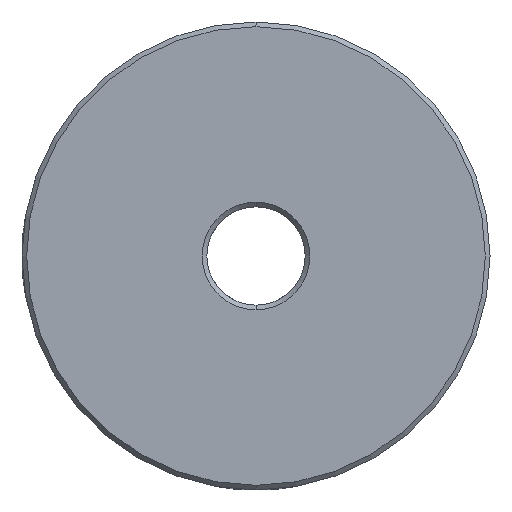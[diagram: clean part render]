
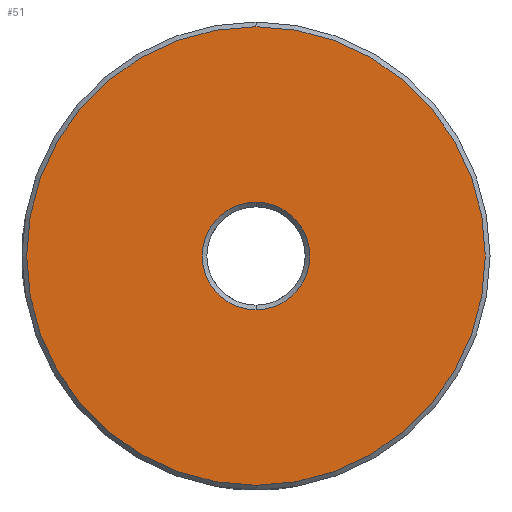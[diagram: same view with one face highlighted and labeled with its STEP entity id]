
A CAD part, left-side view. The second image highlights one B-rep face of the part: STEP entity #51.
In plain terms, the highlighted planar face has unit normal (-1, 0, 0).
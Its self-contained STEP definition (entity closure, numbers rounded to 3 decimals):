
#51 = ADVANCED_FACE ( 'NONE', ( #992, #982 ), #1186, .F. ) ;
#352 = EDGE_LOOP ( 'NONE', ( #739, #740 ) ) ;
#367 = EDGE_LOOP ( 'NONE', ( #741, #742 ) ) ;
#516 = EDGE_CURVE ( 'NONE', #3120, #3119, #1699, .T. ) ;
#530 = EDGE_CURVE ( 'NONE', #3121, #3122, #1721, .T. ) ;
#570 = EDGE_CURVE ( 'NONE', #3122, #3121, #1759, .T. ) ;
#571 = EDGE_CURVE ( 'NONE', #3119, #3120, #1761, .T. ) ;
#640 = AXIS2_PLACEMENT_3D ( 'NONE', #1192, #1200, #1201 ) ;
#700 = AXIS2_PLACEMENT_3D ( 'NONE', #2072, #2073, #2074 ) ;
#707 = AXIS2_PLACEMENT_3D ( 'NONE', #2133, #2134, #2135 ) ;
#718 = AXIS2_PLACEMENT_3D ( 'NONE', #2439, #2461, #2462 ) ;
#719 = AXIS2_PLACEMENT_3D ( 'NONE', #2458, #2464, #2465 ) ;
#739 = ORIENTED_EDGE ( 'NONE', *, *, #570, .T. ) ;
#740 = ORIENTED_EDGE ( 'NONE', *, *, #530, .T. ) ;
#741 = ORIENTED_EDGE ( 'NONE', *, *, #516, .T. ) ;
#742 = ORIENTED_EDGE ( 'NONE', *, *, #571, .T. ) ;
#982 = FACE_BOUND ( 'NONE', #367, .T. ) ;
#992 = FACE_OUTER_BOUND ( 'NONE', #352, .T. ) ;
#1186 = PLANE ( 'NONE',  #640 ) ;
#1192 = CARTESIAN_POINT ( 'NONE',  ( -19.05, 0., 0. ) ) ;
#1200 = DIRECTION ( 'NONE',  ( 1., 0., 0. ) ) ;
#1201 = DIRECTION ( 'NONE',  ( 0., 0., -1. ) ) ;
#1699 = CIRCLE ( 'NONE', #700, 4.381 ) ;
#1721 = CIRCLE ( 'NONE', #707, 18.669 ) ;
#1759 = CIRCLE ( 'NONE', #718, 18.669 ) ;
#1761 = CIRCLE ( 'NONE', #719, 4.381 ) ;
#2072 = CARTESIAN_POINT ( 'NONE',  ( -19.05, 0., 0. ) ) ;
#2073 = DIRECTION ( 'NONE',  ( 1., 0., 0. ) ) ;
#2074 = DIRECTION ( 'NONE',  ( 0., 0., -1. ) ) ;
#2133 = CARTESIAN_POINT ( 'NONE',  ( -19.05, 0., 0. ) ) ;
#2134 = DIRECTION ( 'NONE',  ( -1., 0., 0. ) ) ;
#2135 = DIRECTION ( 'NONE',  ( 0., 0., -1. ) ) ;
#2439 = CARTESIAN_POINT ( 'NONE',  ( -19.05, 0., 0. ) ) ;
#2458 = CARTESIAN_POINT ( 'NONE',  ( -19.05, 0., 0. ) ) ;
#2461 = DIRECTION ( 'NONE',  ( -1., 0., 0. ) ) ;
#2462 = DIRECTION ( 'NONE',  ( 0., 0., -1. ) ) ;
#2464 = DIRECTION ( 'NONE',  ( 1., 0., 0. ) ) ;
#2465 = DIRECTION ( 'NONE',  ( 0., 0., -1. ) ) ;
#2839 = CARTESIAN_POINT ( 'NONE',  ( -19.05, 0., -4.381 ) ) ;
#2840 = CARTESIAN_POINT ( 'NONE',  ( -19.05, 0., 4.381 ) ) ;
#2841 = CARTESIAN_POINT ( 'NONE',  ( -19.05, 0., 18.669 ) ) ;
#2842 = CARTESIAN_POINT ( 'NONE',  ( -19.05, 0., -18.669 ) ) ;
#3119 = VERTEX_POINT ( 'NONE', #2839 ) ;
#3120 = VERTEX_POINT ( 'NONE', #2840 ) ;
#3121 = VERTEX_POINT ( 'NONE', #2841 ) ;
#3122 = VERTEX_POINT ( 'NONE', #2842 ) ;
